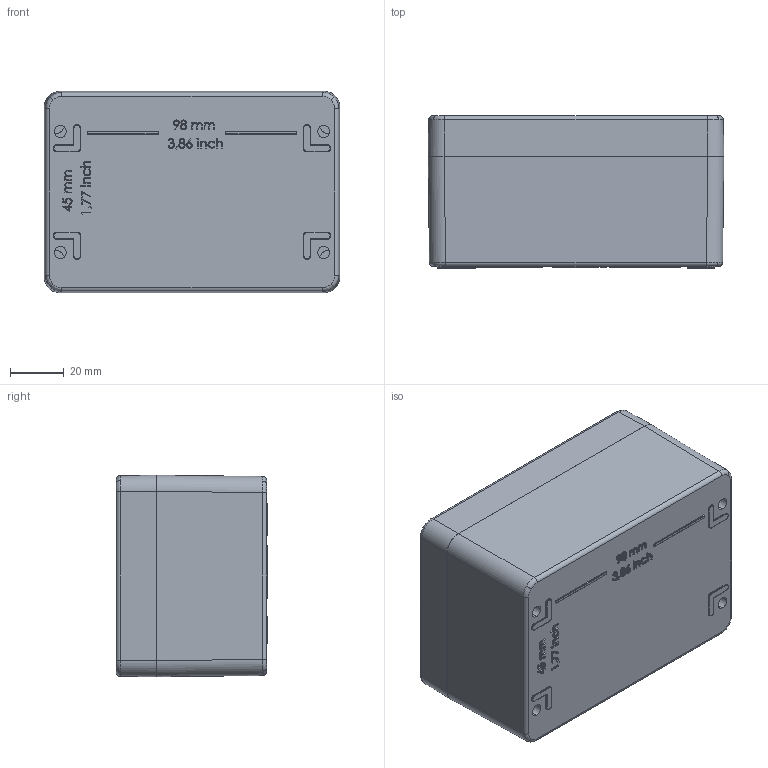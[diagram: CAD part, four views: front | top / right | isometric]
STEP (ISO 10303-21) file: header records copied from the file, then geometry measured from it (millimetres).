
FILE_DESCRIPTION (( 'STEP AP214' ), '1' );
FILE_NAME ('62081106.STEP', '2017-06-30T10:27:26', ( 'Macha' ), ( 'Hewlett-Packard Company' ), 'SwSTEP 2.0', 'SolidWorks 2015', '' );
FILE_SCHEMA (( 'AUTOMOTIVE_DESIGN' ));
Length unit declared in the file: millimetre
Products named in the file (9): 21651; 86223; 86221; 86220; 21651_Unterteil; 62081106; 82014_340; 93133; 21650
Assembly tree (18 placements, depth 3):
  62081106
    21651
      21651_Unterteil
      86220  x4
      86221  x2
      86223  x4
    21650
    93133  x4
    82014_340
Bounding box: 110 x 56.5 x 75 mm (x, y, z)
Volume: 177177.3 mm3; surface area: 79613.8 mm2
Topology: 17 solids, 17 shells, 1685 faces, 4241 edges, 2672 vertices
Faces by surface type: plane 646, bspline 507, cylinder 237, cone 216, torus 76, sphere 3
Entity records: 62068 total; most frequent: CARTESIAN_POINT 32466, ORIENTED_EDGE 6918, DIRECTION 4682, EDGE_CURVE 3459, VERTEX_POINT 2205, VECTOR 1708, LINE 1708, EDGE_LOOP 1490
